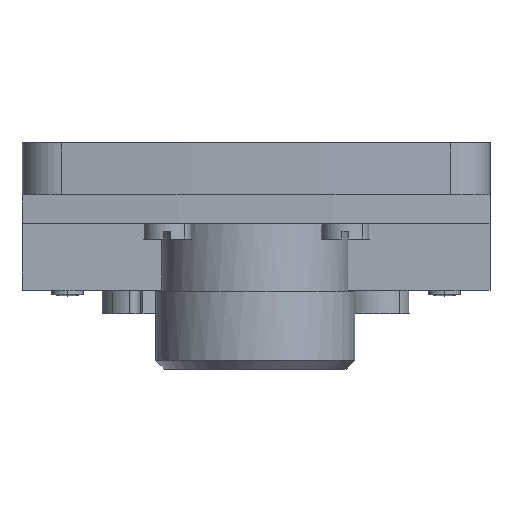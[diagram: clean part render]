
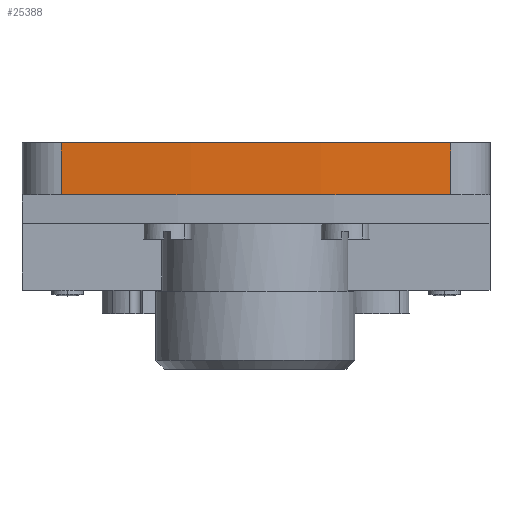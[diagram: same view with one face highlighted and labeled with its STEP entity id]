
A CAD part, front view. The second image highlights one B-rep face of the part: STEP entity #25388.
In plain terms, the highlighted cylindrical face has radius 250 mm (diameter 500 mm), a partial arc.
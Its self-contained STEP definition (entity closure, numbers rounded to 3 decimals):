
#6458=CARTESIAN_POINT('',(46.658,257.986,-103.717));
#6459=DIRECTION('',(0.,0.,1.));
#6460=DIRECTION('',(-0.09,-0.996,0.));
#6461=AXIS2_PLACEMENT_3D('',#6458,#6459,#6460);
#6607=CARTESIAN_POINT('',(46.658,257.986,-109.717));
#6608=DIRECTION('',(0.,0.,-1.));
#6609=DIRECTION('',(0.09,-0.996,0.));
#6610=AXIS2_PLACEMENT_3D('',#6607,#6608,#6609);
#6708=DIRECTION('',(0.,0.,1.));
#6709=VECTOR('',#6708,6.);
#6710=CARTESIAN_POINT('',(24.209,8.996,-109.717));
#6711=LINE('',#6710,#6709);
#6715=DIRECTION('',(0.,0.,1.));
#6716=VECTOR('',#6715,6.);
#6717=CARTESIAN_POINT('',(69.107,8.996,-109.717));
#6718=LINE('',#6717,#6716);
#19517=CARTESIAN_POINT('',(24.209,8.996,
-109.717));
#19518=CARTESIAN_POINT('',(24.209,8.996,
-103.717));
#19519=VERTEX_POINT('',#19517);
#19520=VERTEX_POINT('',#19518);
#19521=CARTESIAN_POINT('',(69.107,8.996,
-103.717));
#19522=VERTEX_POINT('',#19521);
#19523=CARTESIAN_POINT('',(69.107,8.996,
-109.717));
#19524=VERTEX_POINT('',#19523);
#25376=CARTESIAN_POINT('',(46.658,257.986,
-109.217));
#25377=DIRECTION('',(0.,0.,-1.));
#25378=DIRECTION('',(-1.,0.,0.));
#25379=AXIS2_PLACEMENT_3D('',#25376,#25377,#25378);
#25380=CYLINDRICAL_SURFACE('',#25379,250.);
#25381=ORIENTED_EDGE('',*,*,#25321,.T.);
#25382=ORIENTED_EDGE('',*,*,#25371,.T.);
#25383=ORIENTED_EDGE('',*,*,#25137,.T.);
#25385=ORIENTED_EDGE('',*,*,#25384,.F.);
#25386=EDGE_LOOP('',(#25381,#25382,#25383,#25385));
#25387=FACE_OUTER_BOUND('',#25386,.F.);
#25388=ADVANCED_FACE('',(#25387),#25380,.T.);
#6462=CIRCLE('',#6461,250.);
#6611=CIRCLE('',#6610,250.);
#25137=EDGE_CURVE('',#19520,#19522,#6462,.T.);
#25321=EDGE_CURVE('',#19524,#19519,#6611,.T.);
#25371=EDGE_CURVE('',#19519,#19520,#6711,.T.);
#25384=EDGE_CURVE('',#19524,#19522,#6718,.T.);
